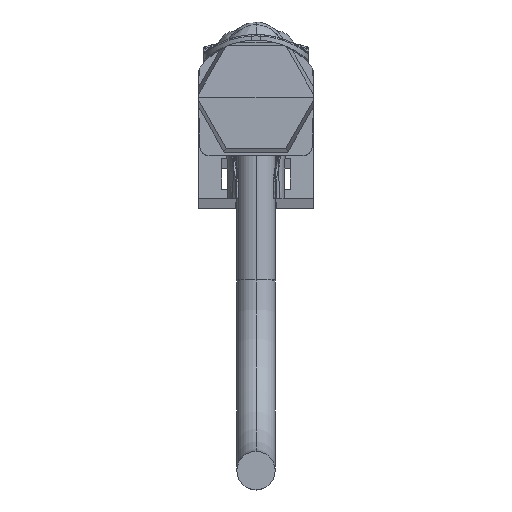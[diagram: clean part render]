
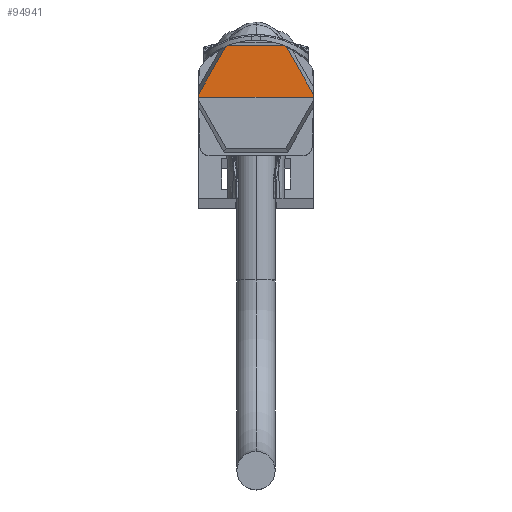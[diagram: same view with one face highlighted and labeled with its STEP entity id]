
A CAD part, top view. The second image highlights one B-rep face of the part: STEP entity #94941.
In plain terms, the highlighted planar face has unit normal (0, 0.018, 1).
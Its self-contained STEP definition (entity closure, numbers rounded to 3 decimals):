
#37381=CARTESIAN_POINT('',(3.161,7.618,306.158));
#37414=CARTESIAN_POINT('',(2.928,7.722,306.156));
#37415=CARTESIAN_POINT('',(3.006,7.689,306.157));
#37416=CARTESIAN_POINT('',(3.084,7.654,306.157));
#37417=CARTESIAN_POINT('',(3.161,7.618,306.158));
#37419=DIRECTION('',(-0.497,0.868,-0.015));
#37420=VECTOR('',#37419,5.7);
#37421=CARTESIAN_POINT('',(5.994,2.673,306.244));
#37422=LINE('',#37421,#37420);
#37423=DIRECTION('',(-0.017,1.,-0.017));
#37424=VECTOR('',#37423,0.323);
#37425=CARTESIAN_POINT('',(6.,2.35,306.25));
#37426=LINE('',#37425,#37424);
#37427=DIRECTION('',(1.,0.,0.));
#37428=VECTOR('',#37427,12.);
#37429=CARTESIAN_POINT('',(-6.,2.35,306.25));
#37430=LINE('',#37429,#37428);
#37431=DIRECTION('',(0.017,1.,-0.017));
#37432=VECTOR('',#37431,0.323);
#37433=CARTESIAN_POINT('',(-6.,2.35,306.25));
#37434=LINE('',#37433,#37432);
#37435=DIRECTION('',(-0.497,-0.868,0.015));
#37436=VECTOR('',#37435,5.7);
#37437=CARTESIAN_POINT('',(-3.161,7.618,
306.158));
#37438=LINE('',#37437,#37436);
#37439=CARTESIAN_POINT('',(-3.161,7.618,
306.158));
#37440=CARTESIAN_POINT('',(-3.084,7.654,
306.157));
#37441=CARTESIAN_POINT('',(-3.006,7.689,
306.157));
#37442=CARTESIAN_POINT('',(-2.927,7.722,
306.156));
#37444=DIRECTION('',(-1.,0.,0.));
#37445=VECTOR('',#37444,5.855);
#37446=CARTESIAN_POINT('',(2.928,7.722,306.156));
#37447=LINE('',#37446,#37445);
#39159=CARTESIAN_POINT('',(2.928,7.722,306.156));
#39165=CARTESIAN_POINT('',(-2.927,7.722,
306.156));
#39175=CARTESIAN_POINT('',(-3.161,7.618,
306.158));
#41996=CARTESIAN_POINT('',(-6.,2.35,306.25));
#41997=VERTEX_POINT('',#41996);
#41998=CARTESIAN_POINT('',(6.,2.35,306.25));
#41999=VERTEX_POINT('',#41998);
#42008=VERTEX_POINT('',#37381);
#42011=CARTESIAN_POINT('',(5.994,2.673,306.244));
#42013=VERTEX_POINT('',#42011);
#42014=VERTEX_POINT('',#39175);
#42017=CARTESIAN_POINT('',(-5.994,2.673,
306.244));
#42019=VERTEX_POINT('',#42017);
#42024=VERTEX_POINT('',#39159);
#42026=VERTEX_POINT('',#39165);
#94921=CARTESIAN_POINT('',(-6.64,2.35,306.25));
#94922=DIRECTION('',(0.,0.017,1.));
#94923=DIRECTION('',(1.,0.,0.));
#94924=AXIS2_PLACEMENT_3D('',#94921,#94922,#94923);
#94925=PLANE('',#94924);
#94926=ORIENTED_EDGE('',*,*,#94882,.T.);
#94927=ORIENTED_EDGE('',*,*,#94869,.F.);
#94928=ORIENTED_EDGE('',*,*,#94854,.F.);
#94930=ORIENTED_EDGE('',*,*,#94929,.F.);
#94932=ORIENTED_EDGE('',*,*,#94931,.T.);
#94934=ORIENTED_EDGE('',*,*,#94933,.F.);
#94936=ORIENTED_EDGE('',*,*,#94935,.T.);
#94938=ORIENTED_EDGE('',*,*,#94937,.F.);
#94939=EDGE_LOOP('',(#94926,#94927,#94928,#94930,#94932,#94934,#94936,#94938));
#94940=FACE_OUTER_BOUND('',#94939,.F.);
#94941=ADVANCED_FACE('',(#94940),#94925,.T.);
#37418=B_SPLINE_CURVE_WITH_KNOTS('',3,(#37414,#37415,#37416,#37417),
.UNSPECIFIED.,.F.,.F.,(4,4),(0.,1.),.UNSPECIFIED.);
#37443=B_SPLINE_CURVE_WITH_KNOTS('',3,(#37439,#37440,#37441,#37442),
.UNSPECIFIED.,.F.,.F.,(4,4),(0.,1.),.UNSPECIFIED.);
#94854=EDGE_CURVE('',#41999,#42013,#37426,.T.);
#94869=EDGE_CURVE('',#42013,#42008,#37422,.T.);
#94882=EDGE_CURVE('',#42024,#42008,#37418,.T.);
#94929=EDGE_CURVE('',#41997,#41999,#37430,.T.);
#94931=EDGE_CURVE('',#41997,#42019,#37434,.T.);
#94933=EDGE_CURVE('',#42014,#42019,#37438,.T.);
#94935=EDGE_CURVE('',#42014,#42026,#37443,.T.);
#94937=EDGE_CURVE('',#42024,#42026,#37447,.T.);
